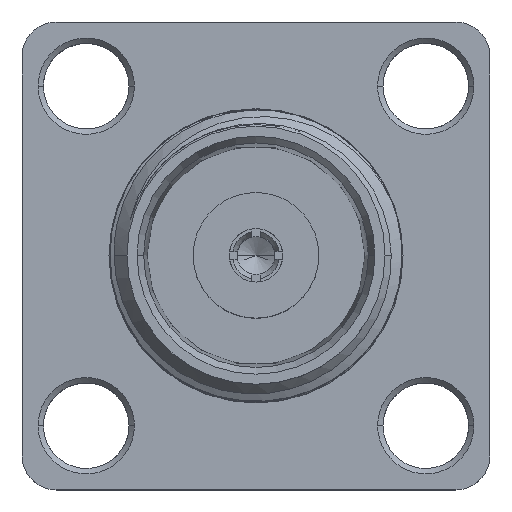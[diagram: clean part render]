
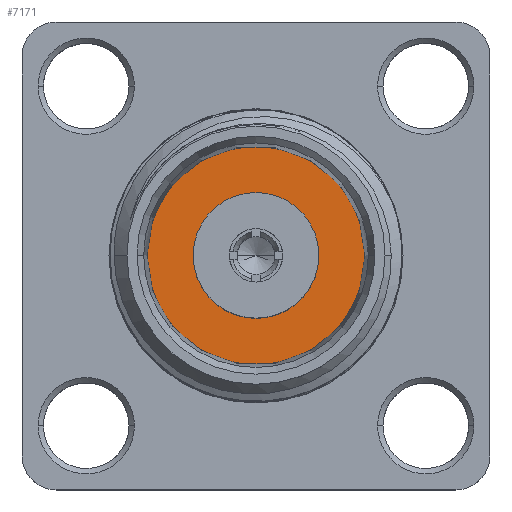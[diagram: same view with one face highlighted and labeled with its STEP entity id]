
A CAD part, top view. The second image highlights one B-rep face of the part: STEP entity #7171.
In plain terms, the highlighted planar face has unit normal (0, 0, 1).
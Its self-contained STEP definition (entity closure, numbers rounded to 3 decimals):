
#1875=CARTESIAN_POINT('',(0.,0.,9.8));
#1876=DIRECTION('',(0.,0.,1.));
#1877=DIRECTION('',(1.,0.,0.));
#1878=AXIS2_PLACEMENT_3D('',#1875,#1876,#1877);
#1880=CARTESIAN_POINT('',(0.,0.,9.8));
#1881=DIRECTION('',(0.,0.,-1.));
#1882=DIRECTION('',(1.,0.,0.));
#1883=AXIS2_PLACEMENT_3D('',#1880,#1881,#1882);
#1885=CARTESIAN_POINT('',(0.,0.,9.8));
#1886=DIRECTION('',(0.,0.,1.));
#1887=DIRECTION('',(1.,0.,0.));
#1888=AXIS2_PLACEMENT_3D('',#1885,#1886,#1887);
#1890=CARTESIAN_POINT('',(0.,0.,9.8));
#1891=DIRECTION('',(0.,0.,1.));
#1892=DIRECTION('',(-1.,0.,0.));
#1893=AXIS2_PLACEMENT_3D('',#1890,#1891,#1892);
#3117=CARTESIAN_POINT('',(4.075,0.,9.8));
#3118=VERTEX_POINT('',#3117);
#3127=CARTESIAN_POINT('',(-4.075,0.,9.8));
#3128=VERTEX_POINT('',#3127);
#3226=CARTESIAN_POINT('',(2.35,0.,9.8));
#3227=CARTESIAN_POINT('',(-2.35,0.,9.8));
#3228=VERTEX_POINT('',#3226);
#3229=VERTEX_POINT('',#3227);
#7156=CARTESIAN_POINT('',(0.,0.,9.8));
#7157=DIRECTION('',(0.,0.,-1.));
#7158=DIRECTION('',(-1.,0.,0.));
#7159=AXIS2_PLACEMENT_3D('',#7156,#7157,#7158);
#7160=PLANE('',#7159);
#7161=ORIENTED_EDGE('',*,*,#7135,.F.);
#7162=ORIENTED_EDGE('',*,*,#7151,.T.);
#7163=EDGE_LOOP('',(#7161,#7162));
#7164=FACE_OUTER_BOUND('',#7163,.F.);
#7166=ORIENTED_EDGE('',*,*,#7165,.T.);
#7168=ORIENTED_EDGE('',*,*,#7167,.T.);
#7169=EDGE_LOOP('',(#7166,#7168));
#7170=FACE_BOUND('',#7169,.F.);
#7171=ADVANCED_FACE('',(#7164,#7170),#7160,.F.);
#1879=CIRCLE('',#1878,4.075);
#1884=CIRCLE('',#1883,4.075);
#1889=CIRCLE('',#1888,2.35);
#1894=CIRCLE('',#1893,2.35);
#7135=EDGE_CURVE('',#3118,#3128,#1879,.T.);
#7151=EDGE_CURVE('',#3118,#3128,#1884,.T.);
#7165=EDGE_CURVE('',#3228,#3229,#1889,.T.);
#7167=EDGE_CURVE('',#3229,#3228,#1894,.T.);
